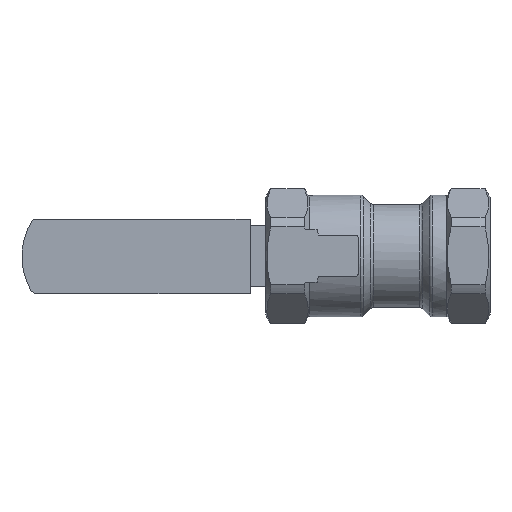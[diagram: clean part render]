
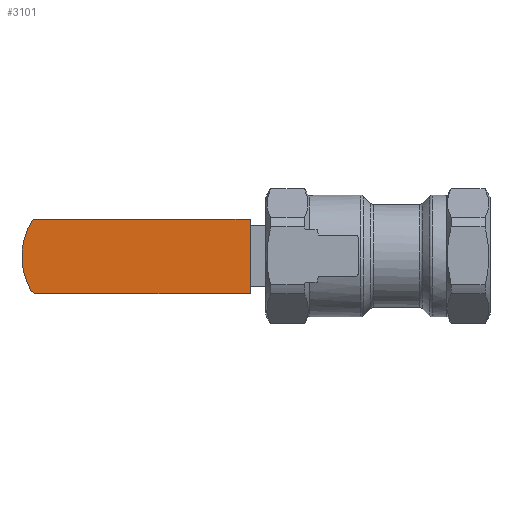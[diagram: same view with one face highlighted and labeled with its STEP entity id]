
A CAD part, top view. The second image highlights one B-rep face of the part: STEP entity #3101.
In plain terms, the highlighted face is planar.
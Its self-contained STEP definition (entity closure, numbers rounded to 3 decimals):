
#3101=ADVANCED_FACE('',(#6118),#6119,.F.);
#6118=FACE_OUTER_BOUND('',#28809,.T.);
#6119=PLANE('',#28810);
#28809=EDGE_LOOP('',(#37380,#37381,#37382,#37383,#37384));
#28810=AXIS2_PLACEMENT_3D('',#37385,#37386,#37387);
#37380=ORIENTED_EDGE('',*,*,#41155,.F.);
#37381=ORIENTED_EDGE('',*,*,#41159,.F.);
#37382=ORIENTED_EDGE('',*,*,#41167,.F.);
#37383=ORIENTED_EDGE('',*,*,#41151,.F.);
#37384=ORIENTED_EDGE('',*,*,#41146,.F.);
#37385=CARTESIAN_POINT('',(31.689,-8.0,-4.3));
#37386=DIRECTION('',(0.0,0.0,1.0));
#37387=DIRECTION('',(1.0,0.0,0.0));
#41146=EDGE_CURVE('',#46348,#46349,#46350,.T.);
#41151=EDGE_CURVE('',#46349,#46357,#46358,.T.);
#41155=EDGE_CURVE('',#46363,#46348,#46364,.T.);
#41159=EDGE_CURVE('',#46369,#46363,#46370,.T.);
#41167=EDGE_CURVE('',#46357,#46369,#46383,.T.);
#46348=VERTEX_POINT('',#55892);
#46349=VERTEX_POINT('',#55893);
#46350=CIRCLE('',#55894,1.8);
#46357=VERTEX_POINT('',#55903);
#46358=CIRCLE('',#55904,17.8);
#46363=VERTEX_POINT('',#55910);
#46364=LINE('',#55911,#55912);
#46369=VERTEX_POINT('',#55919);
#46370=LINE('',#55920,#55921);
#46383=LINE('',#55940,#55941);
#55892=CARTESIAN_POINT('',(31.689,-9.8,-4.3));
#55893=CARTESIAN_POINT('',(33.248,-8.9,-4.3));
#55894=AXIS2_PLACEMENT_3D('',#58886,#58887,#58888);
#55903=CARTESIAN_POINT('',(32.692,9.8,-4.3));
#55904=AXIS2_PLACEMENT_3D('',#58894,#58895,#58896);
#55910=CARTESIAN_POINT('',(-24.367,-9.8,-4.3));
#55911=CARTESIAN_POINT('',(-24.367,-9.8,-4.3));
#55912=VECTOR('',#58901,1.0);
#55919=CARTESIAN_POINT('',(-24.367,9.8,-4.3));
#55920=CARTESIAN_POINT('',(-24.367,9.8,-4.3));
#55921=VECTOR('',#58904,1.0);
#55940=CARTESIAN_POINT('',(32.692,9.8,-4.3));
#55941=VECTOR('',#58911,1.0);
#58886=CARTESIAN_POINT('',(31.689,-8.0,-4.3));
#58887=DIRECTION('',(0.0,0.0,1.0));
#58888=DIRECTION('',(1.0,0.0,0.0));
#58894=CARTESIAN_POINT('',(17.833,0.,-4.3));
#58895=DIRECTION('',(0.0,0.0,1.0));
#58896=DIRECTION('',(1.0,0.0,0.0));
#58901=DIRECTION('',(1.0,0.,0.0));
#58904=DIRECTION('',(0.,-1.0,0.0));
#58911=DIRECTION('',(-1.0,0.,0.0));
